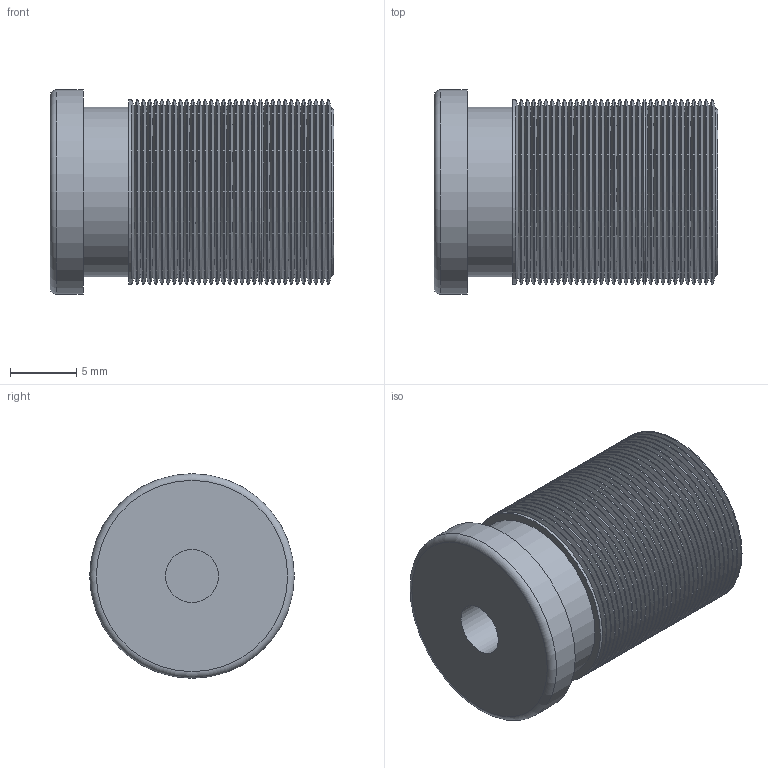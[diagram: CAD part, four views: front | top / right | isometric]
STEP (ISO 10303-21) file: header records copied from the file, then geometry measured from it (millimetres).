
FILE_DESCRIPTION(/* description */ (''),/* implementation_level */ '2;1');
FILE_NAME(/* name */ 'DMU14-26.stp',/* time_stamp */ '2022-06-23T14:46:29+02:00',/* author */ ('stefan.nesic'),/* organization */ (''),/* preprocessor_version */ 'ST-DEVELOPER v18.1',/* originating_system */ 'Autodesk Inventor 2021',/* authorisation */ '');
FILE_SCHEMA (('AUTOMOTIVE_DESIGN { 1 0 10303 214 3 1 1 }'));
Length unit declared in the file: millimetre
Products named in the file (1): Parte107
Bounding box: 21.5 x 15.5 x 15.5 mm (x, y, z)
Volume: 3083.3 mm3; surface area: 2522.4 mm2
Topology: 1 solids, 1 shells, 108 faces, 210 edges, 107 vertices
Faces by surface type: cone 66, cylinder 36, plane 5, torus 1
Full cylindrical faces by diameter (mm): 4 x1, 12.833 x1, 14 x33, 15.5 x1
Entity records: 2711 total; most frequent: DIRECTION 536, CARTESIAN_POINT 426, ORIENTED_EDGE 420, AXIS2_PLACEMENT_3D 217, EDGE_CURVE 210, EDGE_LOOP 111, FACE_OUTER_BOUND 108, CIRCLE 108
